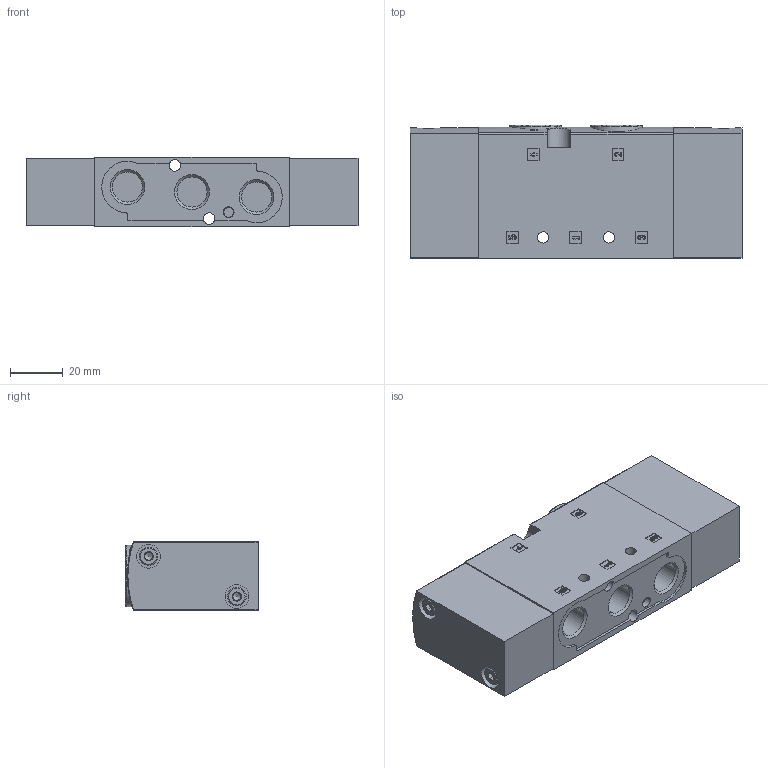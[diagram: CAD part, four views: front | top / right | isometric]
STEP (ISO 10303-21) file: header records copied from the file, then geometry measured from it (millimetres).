
FILE_DESCRIPTION(/* description */ ('STEP AP214'),/* implementation_level */ '2;1');
FILE_NAME(/* name */ '575536_VUWS-L25-P53U-M-G14',/* time_stamp */ '2024-09-17T22:29:37+02:00',/* author */ ('License CC BY-ND 4.0'),/* organization */ ('CADENAS'),/* preprocessor_version */ 'ST-DEVELOPER v19.3',/* originating_system */ 'PARTsolutions',/* authorisation */ ' ');
FILE_SCHEMA (('AP203_CONFIGURATION_CONTROLLED_3D_DESIGN_OF_MECHANICAL_PARTS_AND_ASSEMBLIES_MIM_LF { 1 0 10303 203 3 1 4 }','AUTOMOTIVE_DESIGN {1 0 10303 214 3 1 1}'));
Length unit declared in the file: millimetre
Products named in the file (4): 575536 VUWS-L25-P53U-M-G14; 1277158 VUVS-L25-.5.-G14 HOUSING---(H---0_M); 2925507 VUVS-L25-G-COVER53---(C---G); DIN-912 - M4x30(F)
Assembly tree (7 placements, depth 2):
  575536 VUWS-L25-P53U-M-G14
    1277158 VUVS-L25-.5.-G14 HOUSING---(H---0_M)
    2925507 VUVS-L25-G-COVER53---(C---G)  x2
    DIN-912 - M4x30(F)  x4
Bounding box: 126 x 50.5 x 26.5 mm (x, y, z)
Volume: 149127.6 mm3; surface area: 35504.9 mm2
Topology: 7 solids, 7 shells, 477 faces, 1156 edges, 732 vertices
Faces by surface type: plane 276, cylinder 126, cone 72, torus 3
Full cylindrical faces by diameter (mm): 2 x2, 2.5 x4, 3.242 x4, 4 x4, 4.134 x2, 4.3 x2, 4.4 x2, 4.5 x4, 7 x4, 9 x4, 10 x2, 11.445 x5, 19.5 x2
Entity records: 11062 total; most frequent: CARTESIAN_POINT 1974, DIRECTION 1896, ORIENTED_EDGE 1750, EDGE_CURVE 875, AXIS2_PLACEMENT_3D 656, VERTEX_POINT 613, LINE 584, VECTOR 584
